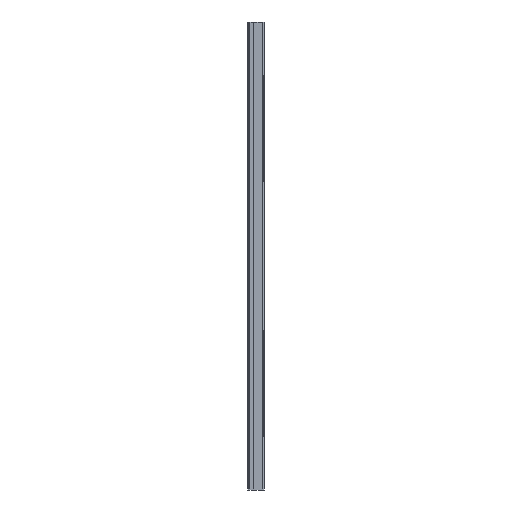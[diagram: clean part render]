
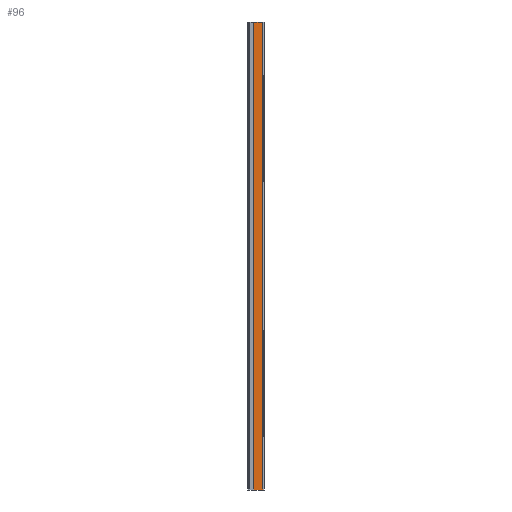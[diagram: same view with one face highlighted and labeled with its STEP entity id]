
A CAD part, left-side view. The second image highlights one B-rep face of the part: STEP entity #96.
In plain terms, the highlighted planar face has unit normal (-1, 0, 0).
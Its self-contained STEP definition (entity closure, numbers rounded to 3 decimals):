
#96=ADVANCED_FACE('',(#167),#1107,.T.);
#167=FACE_OUTER_BOUND('',#250,.T.);
#250=EDGE_LOOP('',(#585,#586,#587,#588));
#585=ORIENTED_EDGE('',*,*,#764,.F.);
#586=ORIENTED_EDGE('',*,*,#759,.T.);
#587=ORIENTED_EDGE('',*,*,#761,.T.);
#588=ORIENTED_EDGE('',*,*,#601,.T.);
#601=EDGE_CURVE('',#940,#942,#839,.T.);
#759=EDGE_CURVE('',#956,#1037,#930,.T.);
#761=EDGE_CURVE('',#1037,#940,#932,.T.);
#764=EDGE_CURVE('',#956,#942,#935,.T.);
#839=B_SPLINE_CURVE_WITH_KNOTS('',1,(#1839,#1840),.UNSPECIFIED.,.F.,.F.,
(2,2),(-3000.,0.),.UNSPECIFIED.);
#930=B_SPLINE_CURVE_WITH_KNOTS('',1,(#2253,#2254),.UNSPECIFIED.,.F.,.F.,
(2,2),(0.,3000.),.UNSPECIFIED.);
#932=B_SPLINE_CURVE_WITH_KNOTS('',1,(#2257,#2258),.UNSPECIFIED.,.F.,.F.,
(2,2),(0.,31.957),.UNSPECIFIED.);
#935=B_SPLINE_CURVE_WITH_KNOTS('',1,(#2263,#2264),.UNSPECIFIED.,.F.,.F.,
(2,2),(0.,31.957),.UNSPECIFIED.);
#940=VERTEX_POINT('',#1727);
#942=VERTEX_POINT('',#1729);
#956=VERTEX_POINT('',#1743);
#1037=VERTEX_POINT('',#1824);
#1107=PLANE('',#1173);
#1173=AXIS2_PLACEMENT_3D('',#1721,#1222,$);
#1222=DIRECTION('',(-1.,0.,0.));
#1721=CARTESIAN_POINT('',(25.25,77.334,-303.601));
#1727=CARTESIAN_POINT('',(25.245,68.037,3000.));
#1729=CARTESIAN_POINT('',(25.245,68.037,0.));
#1743=CARTESIAN_POINT('',(25.229,11.068,0.));
#1824=CARTESIAN_POINT('',(25.225,11.069,3000.));
#1839=CARTESIAN_POINT('',(25.245,68.037,3000.));
#1840=CARTESIAN_POINT('',(25.245,68.037,0.));
#2253=CARTESIAN_POINT('',(25.229,11.068,0.));
#2254=CARTESIAN_POINT('',(25.225,11.069,3000.));
#2257=CARTESIAN_POINT('',(25.225,11.069,3000.));
#2258=CARTESIAN_POINT('',(25.245,68.037,3000.));
#2263=CARTESIAN_POINT('',(25.229,11.068,0.));
#2264=CARTESIAN_POINT('',(25.245,68.037,0.));
